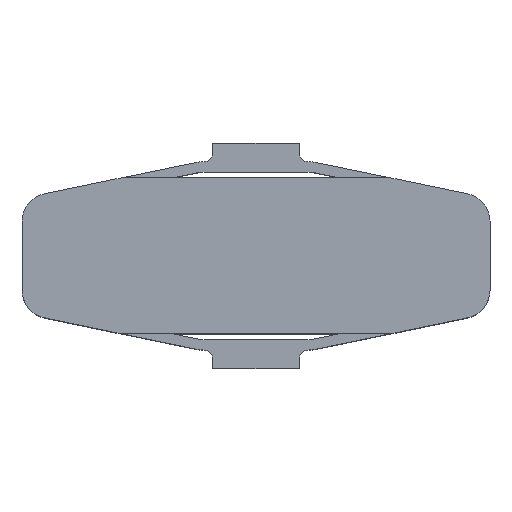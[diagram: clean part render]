
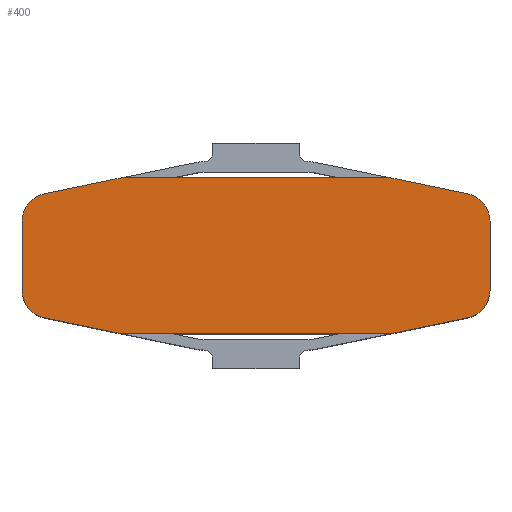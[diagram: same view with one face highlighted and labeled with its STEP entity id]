
A CAD part, top view. The second image highlights one B-rep face of the part: STEP entity #400.
In plain terms, the highlighted planar face has unit normal (0, 0, 1).
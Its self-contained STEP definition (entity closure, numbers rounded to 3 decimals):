
#15 = DIRECTION ( 'NONE',  ( 0.979, -0.203, 0. ) ) ;
#35 = AXIS2_PLACEMENT_3D ( 'NONE', #847, #240, #756 ) ;
#37 = CIRCLE ( 'NONE', #890, 1.616 ) ;
#39 = LINE ( 'NONE', #913, #1113 ) ;
#79 = ORIENTED_EDGE ( 'NONE', *, *, #1203, .T. ) ;
#82 = DIRECTION ( 'NONE',  ( 1., 0., 0. ) ) ;
#87 = VECTOR ( 'NONE', #1394, 1000. ) ;
#88 = VECTOR ( 'NONE', #266, 1000. ) ;
#98 = VERTEX_POINT ( 'NONE', #149 ) ;
#121 = CARTESIAN_POINT ( 'NONE',  ( -12.232, -3.582, 7. ) ) ;
#124 = CARTESIAN_POINT ( 'NONE',  ( -7.798, 4.5, 7. ) ) ;
#131 = LINE ( 'NONE', #884, #87 ) ;
#132 = LINE ( 'NONE', #755, #369 ) ;
#149 = CARTESIAN_POINT ( 'NONE',  ( 7.798, 4.5, 7. ) ) ;
#156 = ORIENTED_EDGE ( 'NONE', *, *, #809, .T. ) ;
#159 = DIRECTION ( 'NONE',  ( 0., 1., 0. ) ) ;
#161 = CIRCLE ( 'NONE', #476, 1.616 ) ;
#182 = DIRECTION ( 'NONE',  ( 1., 0., 0. ) ) ;
#195 = VERTEX_POINT ( 'NONE', #457 ) ;
#240 = DIRECTION ( 'NONE',  ( 0., 0., 1. ) ) ;
#253 = VERTEX_POINT ( 'NONE', #861 ) ;
#259 = FACE_OUTER_BOUND ( 'NONE', #870, .T. ) ;
#261 = CARTESIAN_POINT ( 'NONE',  ( -7.798, -4.5, 7. ) ) ;
#266 = DIRECTION ( 'NONE',  ( 0.979, 0.203, 0. ) ) ;
#270 = CIRCLE ( 'NONE', #35, 1.616 ) ;
#304 = VERTEX_POINT ( 'NONE', #995 ) ;
#344 = EDGE_CURVE ( 'NONE', #432, #253, #270, .T. ) ;
#347 = VECTOR ( 'NONE', #1035, 1000. ) ;
#363 = EDGE_CURVE ( 'NONE', #98, #1539, #1550, .T. ) ;
#369 = VECTOR ( 'NONE', #1422, 1000. ) ;
#385 = VERTEX_POINT ( 'NONE', #499 ) ;
#390 = LINE ( 'NONE', #909, #88 ) ;
#391 = PLANE ( 'NONE',  #1261 ) ;
#400 = ADVANCED_FACE ( 'NONE', ( #259 ), #391, .T. ) ;
#415 = ORIENTED_EDGE ( 'NONE', *, *, #1352, .T. ) ;
#418 = ORIENTED_EDGE ( 'NONE', *, *, #885, .T. ) ;
#432 = VERTEX_POINT ( 'NONE', #1130 ) ;
#448 = CARTESIAN_POINT ( 'NONE',  ( 13.52, 2., 7. ) ) ;
#457 = CARTESIAN_POINT ( 'NONE',  ( 13.52, -2., 7. ) ) ;
#476 = AXIS2_PLACEMENT_3D ( 'NONE', #969, #993, #82 ) ;
#499 = CARTESIAN_POINT ( 'NONE',  ( 12.232, 3.582, 7. ) ) ;
#510 = DIRECTION ( 'NONE',  ( 0., 0., 1. ) ) ;
#540 = VERTEX_POINT ( 'NONE', #1567 ) ;
#557 = LINE ( 'NONE', #1580, #1021 ) ;
#567 = CIRCLE ( 'NONE', #819, 1.616 ) ;
#575 = CARTESIAN_POINT ( 'NONE',  ( -11.904, -2., 7. ) ) ;
#587 = LINE ( 'NONE', #1498, #720 ) ;
#603 = EDGE_CURVE ( 'NONE', #304, #195, #37, .T. ) ;
#607 = ORIENTED_EDGE ( 'NONE', *, *, #1330, .T. ) ;
#642 = CARTESIAN_POINT ( 'NONE',  ( -7.798, 4.5, 7. ) ) ;
#667 = ORIENTED_EDGE ( 'NONE', *, *, #1450, .T. ) ;
#714 = VERTEX_POINT ( 'NONE', #448 ) ;
#720 = VECTOR ( 'NONE', #984, 1000. ) ;
#755 = CARTESIAN_POINT ( 'NONE',  ( -12.232, 3.582, 7. ) ) ;
#756 = DIRECTION ( 'NONE',  ( 1., 0., 0. ) ) ;
#791 = ORIENTED_EDGE ( 'NONE', *, *, #1016, .T. ) ;
#809 = EDGE_CURVE ( 'NONE', #385, #98, #131, .T. ) ;
#819 = AXIS2_PLACEMENT_3D ( 'NONE', #575, #510, #1653 ) ;
#843 = EDGE_CURVE ( 'NONE', #1501, #304, #390, .T. ) ;
#847 = CARTESIAN_POINT ( 'NONE',  ( -11.904, 2., 7. ) ) ;
#861 = CARTESIAN_POINT ( 'NONE',  ( -13.52, 2., 7. ) ) ;
#870 = EDGE_LOOP ( 'NONE', ( #791, #607, #79, #988, #950, #418, #1186, #156, #883, #667, #1053, #415 ) ) ;
#883 = ORIENTED_EDGE ( 'NONE', *, *, #363, .T. ) ;
#884 = CARTESIAN_POINT ( 'NONE',  ( 7.798, 4.5, 7. ) ) ;
#885 = EDGE_CURVE ( 'NONE', #195, #714, #557, .T. ) ;
#890 = AXIS2_PLACEMENT_3D ( 'NONE', #935, #1328, #182 ) ;
#909 = CARTESIAN_POINT ( 'NONE',  ( 7.798, -4.5, 7. ) ) ;
#913 = CARTESIAN_POINT ( 'NONE',  ( -12.232, -3.582, 7. ) ) ;
#935 = CARTESIAN_POINT ( 'NONE',  ( 11.904, -2., 7. ) ) ;
#950 = ORIENTED_EDGE ( 'NONE', *, *, #603, .T. ) ;
#969 = CARTESIAN_POINT ( 'NONE',  ( 11.904, 2., 7. ) ) ;
#984 = DIRECTION ( 'NONE',  ( 0., -1., 0. ) ) ;
#988 = ORIENTED_EDGE ( 'NONE', *, *, #843, .T. ) ;
#993 = DIRECTION ( 'NONE',  ( 0., 0., 1. ) ) ;
#995 = CARTESIAN_POINT ( 'NONE',  ( 12.232, -3.582, 7. ) ) ;
#1008 = DIRECTION ( 'NONE',  ( 0., 0., 1. ) ) ;
#1010 = DIRECTION ( 'NONE',  ( 1., 0., 0. ) ) ;
#1016 = EDGE_CURVE ( 'NONE', #540, #1029, #567, .T. ) ;
#1021 = VECTOR ( 'NONE', #159, 1000. ) ;
#1029 = VERTEX_POINT ( 'NONE', #121 ) ;
#1035 = DIRECTION ( 'NONE',  ( -1., 0., 0. ) ) ;
#1053 = ORIENTED_EDGE ( 'NONE', *, *, #344, .T. ) ;
#1103 = VERTEX_POINT ( 'NONE', #1509 ) ;
#1113 = VECTOR ( 'NONE', #15, 1000. ) ;
#1116 = LINE ( 'NONE', #261, #1251 ) ;
#1123 = CARTESIAN_POINT ( 'NONE',  ( -11.904, -2., 7. ) ) ;
#1130 = CARTESIAN_POINT ( 'NONE',  ( -12.232, 3.582, 7. ) ) ;
#1186 = ORIENTED_EDGE ( 'NONE', *, *, #1405, .T. ) ;
#1203 = EDGE_CURVE ( 'NONE', #1103, #1501, #1116, .T. ) ;
#1251 = VECTOR ( 'NONE', #1010, 1000. ) ;
#1261 = AXIS2_PLACEMENT_3D ( 'NONE', #1123, #1008, #1639 ) ;
#1328 = DIRECTION ( 'NONE',  ( 0., 0., 1. ) ) ;
#1330 = EDGE_CURVE ( 'NONE', #1029, #1103, #39, .T. ) ;
#1352 = EDGE_CURVE ( 'NONE', #253, #540, #587, .T. ) ;
#1394 = DIRECTION ( 'NONE',  ( -0.979, 0.203, 0. ) ) ;
#1405 = EDGE_CURVE ( 'NONE', #714, #385, #161, .T. ) ;
#1422 = DIRECTION ( 'NONE',  ( -0.979, -0.203, 0. ) ) ;
#1450 = EDGE_CURVE ( 'NONE', #1539, #432, #132, .T. ) ;
#1498 = CARTESIAN_POINT ( 'NONE',  ( -13.52, -2., 7. ) ) ;
#1501 = VERTEX_POINT ( 'NONE', #1549 ) ;
#1509 = CARTESIAN_POINT ( 'NONE',  ( -7.798, -4.5, 7. ) ) ;
#1539 = VERTEX_POINT ( 'NONE', #124 ) ;
#1549 = CARTESIAN_POINT ( 'NONE',  ( 7.798, -4.5, 7. ) ) ;
#1550 = LINE ( 'NONE', #642, #347 ) ;
#1567 = CARTESIAN_POINT ( 'NONE',  ( -13.52, -2., 7. ) ) ;
#1580 = CARTESIAN_POINT ( 'NONE',  ( 13.52, -2., 7. ) ) ;
#1639 = DIRECTION ( 'NONE',  ( 1., 0., 0. ) ) ;
#1653 = DIRECTION ( 'NONE',  ( 1., 0., 0. ) ) ;
